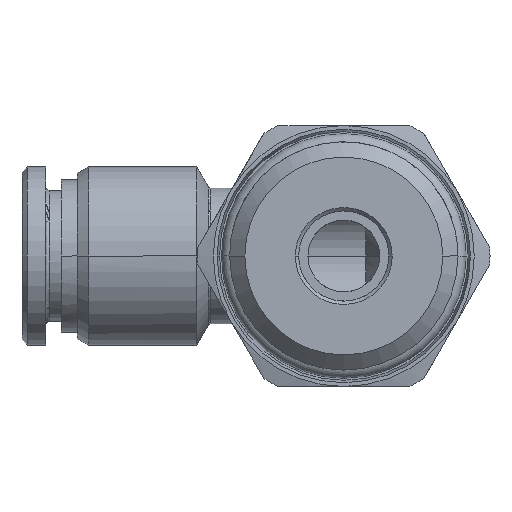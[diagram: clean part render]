
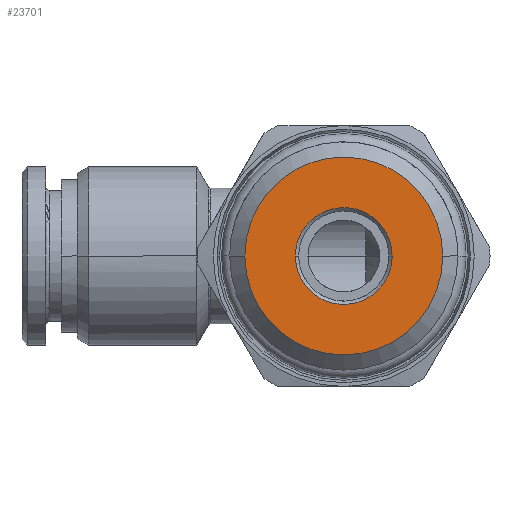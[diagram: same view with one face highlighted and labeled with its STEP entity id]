
A CAD part, front view. The second image highlights one B-rep face of the part: STEP entity #23701.
In plain terms, the highlighted planar face has unit normal (0, -1, 0).
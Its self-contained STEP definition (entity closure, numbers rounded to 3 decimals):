
#23593=CARTESIAN_POINT('Vertex',(-9.1,-27.3,0.)) ;
#23596=CARTESIAN_POINT('Axis2P3D Location',(0.,-27.3,0.)) ;
#23600=CARTESIAN_POINT('Vertex',(9.1,-27.3,0.)) ;
#23620=CARTESIAN_POINT('Axis2P3D Location',(0.,-27.3,0.)) ;
#23632=CARTESIAN_POINT('Axis2P3D Location',(0.,-27.3,0.)) ;
#23642=CARTESIAN_POINT('Control Point',(-4.45,-27.3,0.)) ;
#23643=CARTESIAN_POINT('Control Point',(-4.45,-27.3,-0.413)) ;
#23644=CARTESIAN_POINT('Control Point',(-4.402,-27.3,-0.827)) ;
#23645=CARTESIAN_POINT('Control Point',(-4.306,-27.3,-1.233)) ;
#23646=CARTESIAN_POINT('Control Point',(-4.021,-27.3,-2.015)) ;
#23647=CARTESIAN_POINT('Control Point',(-3.565,-27.3,-2.711)) ;
#23648=CARTESIAN_POINT('Control Point',(-3.298,-27.3,-3.031)) ;
#23649=CARTESIAN_POINT('Control Point',(-2.693,-27.3,-3.603)) ;
#23650=CARTESIAN_POINT('Control Point',(-1.973,-27.3,-4.021)) ;
#23651=CARTESIAN_POINT('Control Point',(-1.591,-27.3,-4.187)) ;
#23652=CARTESIAN_POINT('Control Point',(-0.794,-27.3,-4.427)) ;
#23653=CARTESIAN_POINT('Control Point',(0.037,-27.3,-4.479)) ;
#23654=CARTESIAN_POINT('Control Point',(0.454,-27.3,-4.456)) ;
#23655=CARTESIAN_POINT('Control Point',(1.274,-27.3,-4.314)) ;
#23656=CARTESIAN_POINT('Control Point',(2.039,-27.3,-3.988)) ;
#23657=CARTESIAN_POINT('Control Point',(2.401,-27.3,-3.781)) ;
#23658=CARTESIAN_POINT('Control Point',(3.071,-27.3,-3.286)) ;
#23659=CARTESIAN_POINT('Control Point',(3.61,-27.3,-2.652)) ;
#23660=CARTESIAN_POINT('Control Point',(3.841,-27.3,-2.304)) ;
#23661=CARTESIAN_POINT('Control Point',(4.173,-27.3,-1.65)) ;
#23662=CARTESIAN_POINT('Control Point',(4.366,-27.3,-0.944)) ;
#23663=CARTESIAN_POINT('Control Point',(4.422,-27.3,-0.632)) ;
#23664=CARTESIAN_POINT('Control Point',(4.45,-27.3,-0.316)) ;
#23665=CARTESIAN_POINT('Control Point',(4.45,-27.3,0.)) ;
#23666=CARTESIAN_POINT('Vertex',(-4.45,-27.3,0.)) ;
#23668=CARTESIAN_POINT('Vertex',(4.45,-27.3,0.)) ;
#23672=CARTESIAN_POINT('Control Point',(4.45,-27.3,0.)) ;
#23673=CARTESIAN_POINT('Control Point',(4.45,-27.3,0.413)) ;
#23674=CARTESIAN_POINT('Control Point',(4.402,-27.3,0.827)) ;
#23675=CARTESIAN_POINT('Control Point',(4.306,-27.3,1.233)) ;
#23676=CARTESIAN_POINT('Control Point',(4.021,-27.3,2.015)) ;
#23677=CARTESIAN_POINT('Control Point',(3.565,-27.3,2.711)) ;
#23678=CARTESIAN_POINT('Control Point',(3.298,-27.3,3.031)) ;
#23679=CARTESIAN_POINT('Control Point',(2.693,-27.3,3.603)) ;
#23680=CARTESIAN_POINT('Control Point',(1.973,-27.3,4.021)) ;
#23681=CARTESIAN_POINT('Control Point',(1.591,-27.3,4.187)) ;
#23682=CARTESIAN_POINT('Control Point',(0.794,-27.3,4.427)) ;
#23683=CARTESIAN_POINT('Control Point',(-0.037,-27.3,4.479)) ;
#23684=CARTESIAN_POINT('Control Point',(-0.454,-27.3,4.456)) ;
#23685=CARTESIAN_POINT('Control Point',(-1.274,-27.3,4.314)) ;
#23686=CARTESIAN_POINT('Control Point',(-2.039,-27.3,3.988)) ;
#23687=CARTESIAN_POINT('Control Point',(-2.401,-27.3,3.781)) ;
#23688=CARTESIAN_POINT('Control Point',(-3.071,-27.3,3.286)) ;
#23689=CARTESIAN_POINT('Control Point',(-3.61,-27.3,2.652)) ;
#23690=CARTESIAN_POINT('Control Point',(-3.841,-27.3,2.304)) ;
#23691=CARTESIAN_POINT('Control Point',(-4.173,-27.3,1.65)) ;
#23692=CARTESIAN_POINT('Control Point',(-4.366,-27.3,0.944)) ;
#23693=CARTESIAN_POINT('Control Point',(-4.422,-27.3,0.632)) ;
#23694=CARTESIAN_POINT('Control Point',(-4.45,-27.3,0.316)) ;
#23695=CARTESIAN_POINT('Control Point',(-4.45,-27.3,0.)) ;
#23597=DIRECTION('Axis2P3D Direction',(0.,1.,0.)) ;
#23621=DIRECTION('Axis2P3D Direction',(0.,1.,0.)) ;
#23633=DIRECTION('Axis2P3D Direction',(0.,1.,-0.)) ;
#23634=DIRECTION('Axis2P3D XDirection',(0.,0.,1.)) ;
#23598=AXIS2_PLACEMENT_3D('Circle Axis2P3D',#23596,#23597,$) ;
#23622=AXIS2_PLACEMENT_3D('Circle Axis2P3D',#23620,#23621,$) ;
#23635=AXIS2_PLACEMENT_3D('Plane Axis2P3D',#23632,#23633,#23634) ;
#23638=ORIENTED_EDGE('',*,*,#23624,.T.) ;
#23639=ORIENTED_EDGE('',*,*,#23602,.T.) ;
#23698=ORIENTED_EDGE('',*,*,#23670,.F.) ;
#23699=ORIENTED_EDGE('',*,*,#23696,.F.) ;
#23700=FACE_BOUND('',#23697,.T.) ;
#23701=ADVANCED_FACE('PR507B-10G12',(#23640,#23700),#23636,.F.) ;
#23641=B_SPLINE_CURVE_WITH_KNOTS('',5,(#23642,#23643,#23644,#23645,#23646,#23647,#23648,#23649,#23650,#23651,#23652,#23653,#23654,#23655,#23656,#23657,#23658,#23659,#23660,#23661,#23662,#23663,#23664,#23665),.UNSPECIFIED.,.F.,.U.,(6,3,3,3,3,3,3,6),(0.,2.923,5.846,8.769,11.692,14.615,17.538,19.771),.UNSPECIFIED.) ;
#23671=B_SPLINE_CURVE_WITH_KNOTS('',5,(#23672,#23673,#23674,#23675,#23676,#23677,#23678,#23679,#23680,#23681,#23682,#23683,#23684,#23685,#23686,#23687,#23688,#23689,#23690,#23691,#23692,#23693,#23694,#23695),.UNSPECIFIED.,.F.,.U.,(6,3,3,3,3,3,3,6),(0.,2.923,5.846,8.769,11.692,14.615,17.538,19.771),.UNSPECIFIED.) ;
#23599=CIRCLE('generated circle',#23598,9.1) ;
#23623=CIRCLE('generated circle',#23622,9.1) ;
#23602=EDGE_CURVE('',#23601,#23594,#23599,.F.) ;
#23624=EDGE_CURVE('',#23594,#23601,#23623,.F.) ;
#23670=EDGE_CURVE('',#23667,#23669,#23641,.T.) ;
#23696=EDGE_CURVE('',#23669,#23667,#23671,.T.) ;
#23637=EDGE_LOOP('',(#23638,#23639)) ;
#23697=EDGE_LOOP('',(#23698,#23699)) ;
#23640=FACE_OUTER_BOUND('',#23637,.T.) ;
#23636=PLANE('',#23635) ;
#23594=VERTEX_POINT('',#23593) ;
#23601=VERTEX_POINT('',#23600) ;
#23667=VERTEX_POINT('',#23666) ;
#23669=VERTEX_POINT('',#23668) ;
